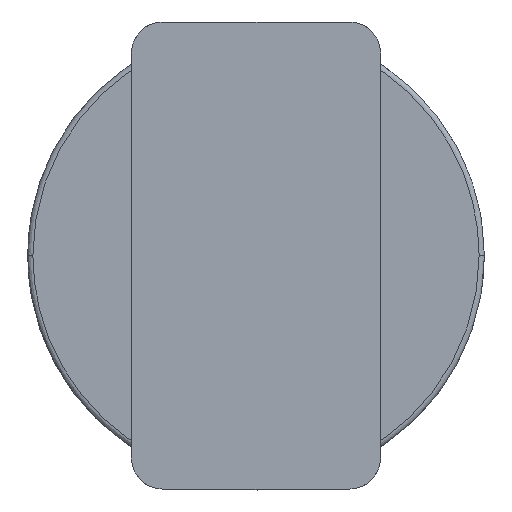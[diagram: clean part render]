
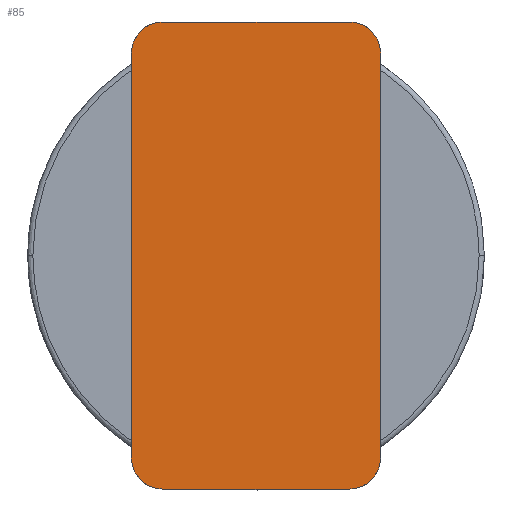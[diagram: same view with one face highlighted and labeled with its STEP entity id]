
A CAD part, front view. The second image highlights one B-rep face of the part: STEP entity #85.
In plain terms, the highlighted face is planar.
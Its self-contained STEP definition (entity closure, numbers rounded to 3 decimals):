
#85=ADVANCED_FACE('',(#183),#1576,.T.);
#183=FACE_OUTER_BOUND('',#288,.T.);
#288=EDGE_LOOP('',(#539,#540,#541,#542,#543,#544,#545,#546));
#539=ORIENTED_EDGE('',*,*,#927,.F.);
#540=ORIENTED_EDGE('',*,*,#929,.T.);
#541=ORIENTED_EDGE('',*,*,#923,.F.);
#542=ORIENTED_EDGE('',*,*,#920,.T.);
#543=ORIENTED_EDGE('',*,*,#917,.F.);
#544=ORIENTED_EDGE('',*,*,#914,.T.);
#545=ORIENTED_EDGE('',*,*,#911,.F.);
#546=ORIENTED_EDGE('',*,*,#936,.T.);
#911=EDGE_CURVE('',#1431,#1432,#1321,.T.);
#914=EDGE_CURVE('',#1434,#1432,#1147,.T.);
#917=EDGE_CURVE('',#1434,#1436,#1323,.T.);
#920=EDGE_CURVE('',#1438,#1436,#1151,.T.);
#923=EDGE_CURVE('',#1438,#1440,#1325,.T.);
#927=EDGE_CURVE('',#1443,#1444,#1327,.T.);
#929=EDGE_CURVE('',#1443,#1440,#1156,.T.);
#936=EDGE_CURVE('',#1431,#1444,#1159,.T.);
#1147=B_SPLINE_CURVE_WITH_KNOTS('',1,(#2965,#2966),.UNSPECIFIED.,.F.,.F.,
(2,2),(-39.,0.),.UNSPECIFIED.);
#1151=B_SPLINE_CURVE_WITH_KNOTS('',1,(#2979,#2980),.UNSPECIFIED.,.F.,.F.,
(2,2),(-18.,0.),.UNSPECIFIED.);
#1156=B_SPLINE_CURVE_WITH_KNOTS('',1,(#3001,#3002),.UNSPECIFIED.,.F.,.F.,
(2,2),(-39.,0.),.UNSPECIFIED.);
#1159=B_SPLINE_CURVE_WITH_KNOTS('',1,(#3027,#3028),.UNSPECIFIED.,.F.,.F.,
(2,2),(-18.,0.),.UNSPECIFIED.);
#1321=(
BOUNDED_CURVE()
B_SPLINE_CURVE(2,(#2958,#2959,#2960),.UNSPECIFIED.,.F.,.F.)
B_SPLINE_CURVE_WITH_KNOTS((3,3),(0.,4.712),.UNSPECIFIED.)
CURVE()
GEOMETRIC_REPRESENTATION_ITEM()
RATIONAL_B_SPLINE_CURVE((1.,0.707,1.))
REPRESENTATION_ITEM('')
);
#1323=(
BOUNDED_CURVE()
B_SPLINE_CURVE(2,(#2972,#2973,#2974),.UNSPECIFIED.,.F.,.F.)
B_SPLINE_CURVE_WITH_KNOTS((3,3),(0.,4.712),.UNSPECIFIED.)
CURVE()
GEOMETRIC_REPRESENTATION_ITEM()
RATIONAL_B_SPLINE_CURVE((1.,0.707,1.))
REPRESENTATION_ITEM('')
);
#1325=(
BOUNDED_CURVE()
B_SPLINE_CURVE(2,(#2986,#2987,#2988),.UNSPECIFIED.,.F.,.F.)
B_SPLINE_CURVE_WITH_KNOTS((3,3),(0.,4.712),.UNSPECIFIED.)
CURVE()
GEOMETRIC_REPRESENTATION_ITEM()
RATIONAL_B_SPLINE_CURVE((1.,0.707,1.))
REPRESENTATION_ITEM('')
);
#1327=(
BOUNDED_CURVE()
B_SPLINE_CURVE(2,(#2996,#2997,#2998),.UNSPECIFIED.,.F.,.F.)
B_SPLINE_CURVE_WITH_KNOTS((3,3),(0.,4.712),.UNSPECIFIED.)
CURVE()
GEOMETRIC_REPRESENTATION_ITEM()
RATIONAL_B_SPLINE_CURVE((1.,0.707,1.))
REPRESENTATION_ITEM('')
);
#1431=VERTEX_POINT('',#2935);
#1432=VERTEX_POINT('',#2936);
#1434=VERTEX_POINT('',#2938);
#1436=VERTEX_POINT('',#2940);
#1438=VERTEX_POINT('',#2942);
#1440=VERTEX_POINT('',#2944);
#1443=VERTEX_POINT('',#2947);
#1444=VERTEX_POINT('',#2948);
#1576=PLANE('',#1726);
#1726=AXIS2_PLACEMENT_3D('',#2932,#1810,$);
#1810=DIRECTION('',(0.,0.,1.));
#2932=CARTESIAN_POINT('',(14.4,-27.,36.));
#2935=CARTESIAN_POINT('',(9.,22.5,36.));
#2936=CARTESIAN_POINT('',(12.,19.5,36.));
#2938=CARTESIAN_POINT('',(12.,-19.5,36.));
#2940=CARTESIAN_POINT('',(9.,-22.5,36.));
#2942=CARTESIAN_POINT('',(-9.,-22.5,36.));
#2944=CARTESIAN_POINT('',(-12.,-19.5,36.));
#2947=CARTESIAN_POINT('',(-12.,19.5,36.));
#2948=CARTESIAN_POINT('',(-9.,22.5,36.));
#2958=CARTESIAN_POINT('',(9.,22.5,36.));
#2959=CARTESIAN_POINT('',(12.,22.5,36.));
#2960=CARTESIAN_POINT('',(12.,19.5,36.));
#2965=CARTESIAN_POINT('',(12.,-19.5,36.));
#2966=CARTESIAN_POINT('',(12.,19.5,36.));
#2972=CARTESIAN_POINT('',(12.,-19.5,36.));
#2973=CARTESIAN_POINT('',(12.,-22.5,36.));
#2974=CARTESIAN_POINT('',(9.,-22.5,36.));
#2979=CARTESIAN_POINT('',(-9.,-22.5,36.));
#2980=CARTESIAN_POINT('',(9.,-22.5,36.));
#2986=CARTESIAN_POINT('',(-9.,-22.5,36.));
#2987=CARTESIAN_POINT('',(-12.,-22.5,36.));
#2988=CARTESIAN_POINT('',(-12.,-19.5,36.));
#2996=CARTESIAN_POINT('',(-12.,19.5,36.));
#2997=CARTESIAN_POINT('',(-12.,22.5,36.));
#2998=CARTESIAN_POINT('',(-9.,22.5,36.));
#3001=CARTESIAN_POINT('',(-12.,19.5,36.));
#3002=CARTESIAN_POINT('',(-12.,-19.5,36.));
#3027=CARTESIAN_POINT('',(9.,22.5,36.));
#3028=CARTESIAN_POINT('',(-9.,22.5,36.));
